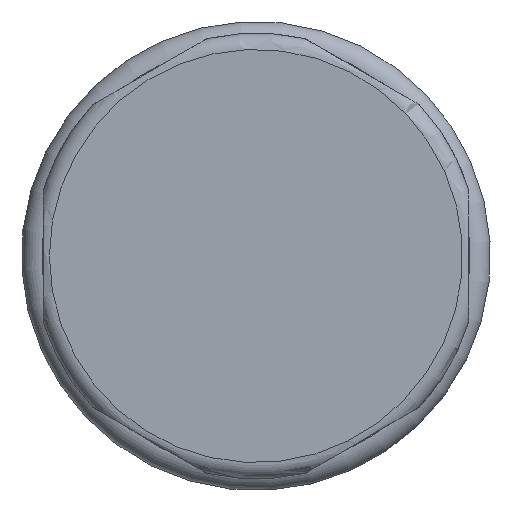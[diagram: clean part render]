
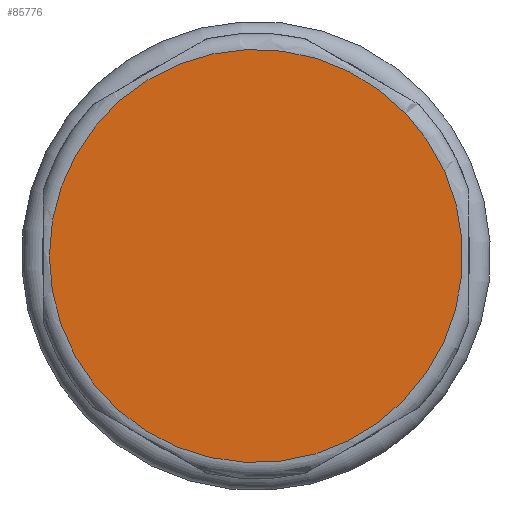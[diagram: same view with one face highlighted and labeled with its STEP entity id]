
A CAD part, left-side view. The second image highlights one B-rep face of the part: STEP entity #85776.
In plain terms, the highlighted planar face has unit normal (-1, 0, 0).
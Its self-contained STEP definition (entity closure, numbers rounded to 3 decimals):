
#85182=CARTESIAN_POINT('',(0.0,10.2,0.0));
#85183=VERTEX_POINT('',#85182);
#85184=CARTESIAN_POINT('',(0.0,0.0,0.0));
#85185=DIRECTION('',(1.0,0.0,0.0));
#85186=DIRECTION('',(0.0,-1.0,0.0));
#85187=AXIS2_PLACEMENT_3D('',#85184,#85185,#85186);
#85188=CIRCLE('',#85187,10.2);
#85189=EDGE_CURVE('',#85183,#85183,#85188,.T.);
#85768=CARTESIAN_POINT('',(0.0,8.65,0.0));
#85769=DIRECTION('',(-1.0,0.0,0.0));
#85770=DIRECTION('',(0.0,0.0,1.0));
#85771=AXIS2_PLACEMENT_3D('',#85768,#85769,#85770);
#85772=PLANE('',#85771);
#85773=ORIENTED_EDGE('',*,*,#85189,.F.);
#85774=EDGE_LOOP('',(#85773));
#85775=FACE_OUTER_BOUND('',#85774,.T.);
#85776=ADVANCED_FACE('',(#85775),#85772,.T.);
